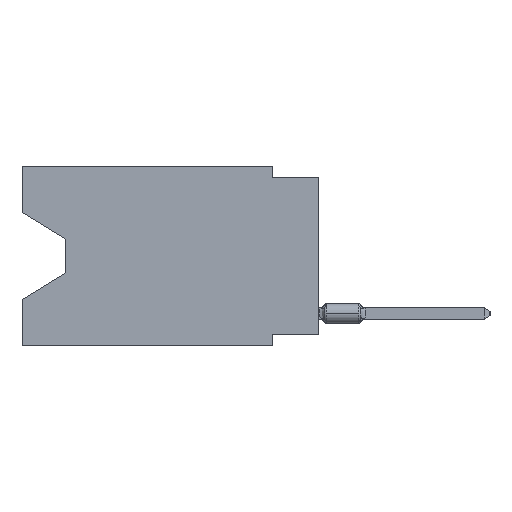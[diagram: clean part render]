
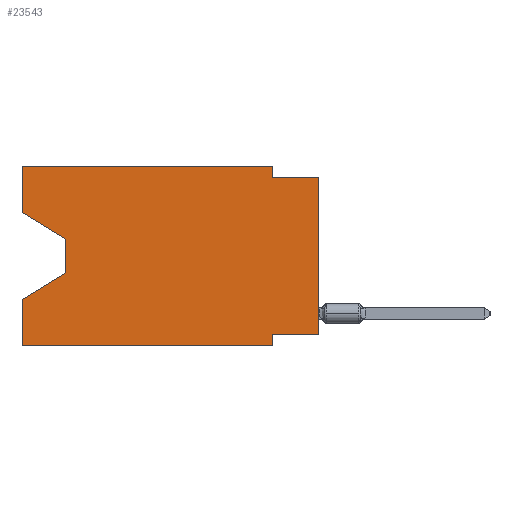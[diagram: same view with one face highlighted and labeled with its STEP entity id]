
A CAD part, left-side view. The second image highlights one B-rep face of the part: STEP entity #23543.
In plain terms, the highlighted planar face has unit normal (-1, 0, 0).
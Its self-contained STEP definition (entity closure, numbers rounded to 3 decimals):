
#804 = ORIENTED_EDGE ( 'NONE', *, *, #24902, .F. ) ;
#994 = VERTEX_POINT ( 'NONE', #22594 ) ;
#1858 = DIRECTION ( 'NONE',  ( 0., 0., 1. ) ) ;
#2120 = DIRECTION ( 'NONE',  ( 0., 0., -1. ) ) ;
#2323 = CARTESIAN_POINT ( 'NONE',  ( 0., 16.383, -7.36 ) ) ;
#3029 = VERTEX_POINT ( 'NONE', #20073 ) ;
#3215 = ORIENTED_EDGE ( 'NONE', *, *, #31826, .F. ) ;
#3335 = DIRECTION ( 'NONE',  ( 0., -1., 0. ) ) ;
#3931 = ORIENTED_EDGE ( 'NONE', *, *, #8130, .F. ) ;
#4058 = CARTESIAN_POINT ( 'NONE',  ( 0., 0., -0.635 ) ) ;
#4190 = CARTESIAN_POINT ( 'NONE',  ( 0., 2.54, -9.906 ) ) ;
#4256 = LINE ( 'NONE', #4058, #15647 ) ;
#4501 = CARTESIAN_POINT ( 'NONE',  ( 0., 13.97, -4.013 ) ) ;
#4571 = CARTESIAN_POINT ( 'NONE',  ( 0., 13.97, -4.013 ) ) ;
#5532 = CARTESIAN_POINT ( 'NONE',  ( 0., 0., -9.271 ) ) ;
#5794 = LINE ( 'NONE', #22678, #32666 ) ;
#5905 = AXIS2_PLACEMENT_3D ( 'NONE', #27222, #15848, #25633 ) ;
#6374 = LINE ( 'NONE', #17740, #13391 ) ;
#6994 = ORIENTED_EDGE ( 'NONE', *, *, #27241, .F. ) ;
#7132 = VERTEX_POINT ( 'NONE', #25773 ) ;
#7316 = CARTESIAN_POINT ( 'NONE',  ( 0., 16.383, 0. ) ) ;
#7920 = VECTOR ( 'NONE', #11439, 1000. ) ;
#8130 = EDGE_CURVE ( 'NONE', #3029, #15340, #15404, .T. ) ;
#8233 = LINE ( 'NONE', #31339, #14047 ) ;
#9010 = EDGE_CURVE ( 'NONE', #36390, #22887, #15313, .T. ) ;
#9601 = EDGE_CURVE ( 'NONE', #36415, #994, #25419, .T. ) ;
#10619 = ORIENTED_EDGE ( 'NONE', *, *, #31317, .T. ) ;
#11439 = DIRECTION ( 'NONE',  ( 0., 0., -1. ) ) ;
#12086 = VECTOR ( 'NONE', #12812, 1000. ) ;
#12812 = DIRECTION ( 'NONE',  ( 0., 0., 1. ) ) ;
#13391 = VECTOR ( 'NONE', #3335, 1000. ) ;
#14047 = VECTOR ( 'NONE', #28520, 1000. ) ;
#14078 = PLANE ( 'NONE',  #5905 ) ;
#14780 = DIRECTION ( 'NONE',  ( 0., 0.855, -0.519 ) ) ;
#15313 = LINE ( 'NONE', #17767, #27823 ) ;
#15340 = VERTEX_POINT ( 'NONE', #4190 ) ;
#15404 = LINE ( 'NONE', #35869, #31402 ) ;
#15647 = VECTOR ( 'NONE', #26991, 1000. ) ;
#15848 = DIRECTION ( 'NONE',  ( 1., 0., 0. ) ) ;
#16133 = CARTESIAN_POINT ( 'NONE',  ( 0., 2.54, 0. ) ) ;
#16242 = CARTESIAN_POINT ( 'NONE',  ( 0., 16.383, 0. ) ) ;
#16996 = VECTOR ( 'NONE', #1858, 1000. ) ;
#17087 = DIRECTION ( 'NONE',  ( 0., 1., 0. ) ) ;
#17740 = CARTESIAN_POINT ( 'NONE',  ( 0., 16.383, 0. ) ) ;
#17767 = CARTESIAN_POINT ( 'NONE',  ( 0., 0., 0. ) ) ;
#18289 = ORIENTED_EDGE ( 'NONE', *, *, #25755, .T. ) ;
#18337 = DIRECTION ( 'NONE',  ( 0., 0., 1. ) ) ;
#18811 = VECTOR ( 'NONE', #17087, 1000. ) ;
#19802 = ORIENTED_EDGE ( 'NONE', *, *, #9010, .T. ) ;
#20073 = CARTESIAN_POINT ( 'NONE',  ( 0., 2.54, -9.271 ) ) ;
#21528 = FACE_OUTER_BOUND ( 'NONE', #27371, .T. ) ;
#21769 = VERTEX_POINT ( 'NONE', #25928 ) ;
#21946 = ORIENTED_EDGE ( 'NONE', *, *, #9601, .F. ) ;
#22114 = ORIENTED_EDGE ( 'NONE', *, *, #26897, .F. ) ;
#22321 = VERTEX_POINT ( 'NONE', #2323 ) ;
#22594 = CARTESIAN_POINT ( 'NONE',  ( 0., 2.54, -0.635 ) ) ;
#22678 = CARTESIAN_POINT ( 'NONE',  ( 0., 16.383, -9.906 ) ) ;
#22887 = VERTEX_POINT ( 'NONE', #29184 ) ;
#23543 = ADVANCED_FACE ( 'NONE', ( #21528 ), #14078, .F. ) ;
#24165 = LINE ( 'NONE', #7316, #12086 ) ;
#24321 = ORIENTED_EDGE ( 'NONE', *, *, #34456, .T. ) ;
#24902 = EDGE_CURVE ( 'NONE', #30236, #22321, #24165, .T. ) ;
#24998 = VERTEX_POINT ( 'NONE', #31290 ) ;
#25419 = LINE ( 'NONE', #16133, #37429 ) ;
#25633 = DIRECTION ( 'NONE',  ( 0., 0., -1. ) ) ;
#25755 = EDGE_CURVE ( 'NONE', #30236, #15340, #5794, .T. ) ;
#25773 = CARTESIAN_POINT ( 'NONE',  ( 0., 16.383, -2.546 ) ) ;
#25928 = CARTESIAN_POINT ( 'NONE',  ( 0., 13.97, -5.893 ) ) ;
#26731 = LINE ( 'NONE', #29004, #34346 ) ;
#26897 = EDGE_CURVE ( 'NONE', #7132, #24998, #30481, .T. ) ;
#26991 = DIRECTION ( 'NONE',  ( 0., -1., 0. ) ) ;
#27222 = CARTESIAN_POINT ( 'NONE',  ( 0., 16.383, 0. ) ) ;
#27241 = EDGE_CURVE ( 'NONE', #24998, #36415, #6374, .T. ) ;
#27371 = EDGE_LOOP ( 'NONE', ( #36075, #24321, #10619, #804, #18289, #3931, #32829, #19802, #3215, #21946, #6994, #22114 ) ) ;
#27565 = VERTEX_POINT ( 'NONE', #4571 ) ;
#27823 = VECTOR ( 'NONE', #18337, 1000. ) ;
#27921 = CARTESIAN_POINT ( 'NONE',  ( 0., 16.383, -9.906 ) ) ;
#28520 = DIRECTION ( 'NONE',  ( 0., -0.855, -0.519 ) ) ;
#29004 = CARTESIAN_POINT ( 'NONE',  ( 0., 13.97, -5.893 ) ) ;
#29184 = CARTESIAN_POINT ( 'NONE',  ( 0., 0., -0.635 ) ) ;
#29812 = EDGE_CURVE ( 'NONE', #7132, #27565, #8233, .T. ) ;
#30236 = VERTEX_POINT ( 'NONE', #27921 ) ;
#30481 = LINE ( 'NONE', #16242, #16996 ) ;
#31050 = CARTESIAN_POINT ( 'NONE',  ( 0., 0., -9.271 ) ) ;
#31197 = DIRECTION ( 'NONE',  ( 0., -1., 0. ) ) ;
#31290 = CARTESIAN_POINT ( 'NONE',  ( 0., 16.383, 0. ) ) ;
#31317 = EDGE_CURVE ( 'NONE', #21769, #22321, #26731, .T. ) ;
#31339 = CARTESIAN_POINT ( 'NONE',  ( 0., 16.383, -2.546 ) ) ;
#31402 = VECTOR ( 'NONE', #36040, 1000. ) ;
#31782 = CARTESIAN_POINT ( 'NONE',  ( 0., 2.54, 0. ) ) ;
#31826 = EDGE_CURVE ( 'NONE', #994, #22887, #4256, .T. ) ;
#32666 = VECTOR ( 'NONE', #31197, 1000. ) ;
#32829 = ORIENTED_EDGE ( 'NONE', *, *, #34819, .F. ) ;
#34346 = VECTOR ( 'NONE', #14780, 1000. ) ;
#34456 = EDGE_CURVE ( 'NONE', #27565, #21769, #37216, .T. ) ;
#34819 = EDGE_CURVE ( 'NONE', #36390, #3029, #36989, .T. ) ;
#35869 = CARTESIAN_POINT ( 'NONE',  ( 0., 2.54, -9.906 ) ) ;
#36040 = DIRECTION ( 'NONE',  ( 0., 0., -1. ) ) ;
#36075 = ORIENTED_EDGE ( 'NONE', *, *, #29812, .T. ) ;
#36390 = VERTEX_POINT ( 'NONE', #31050 ) ;
#36415 = VERTEX_POINT ( 'NONE', #31782 ) ;
#36989 = LINE ( 'NONE', #5532, #18811 ) ;
#37216 = LINE ( 'NONE', #4501, #7920 ) ;
#37429 = VECTOR ( 'NONE', #2120, 1000. ) ;
